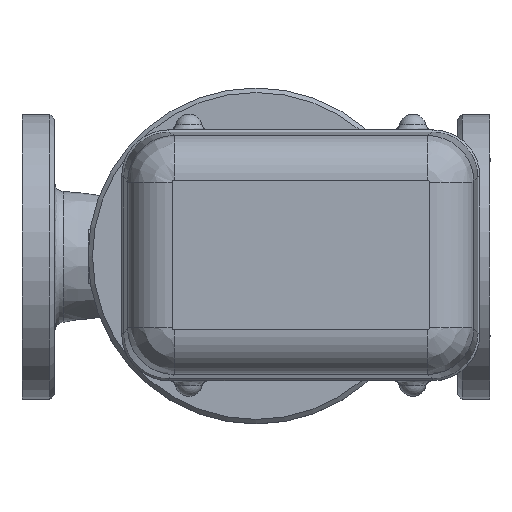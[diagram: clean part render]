
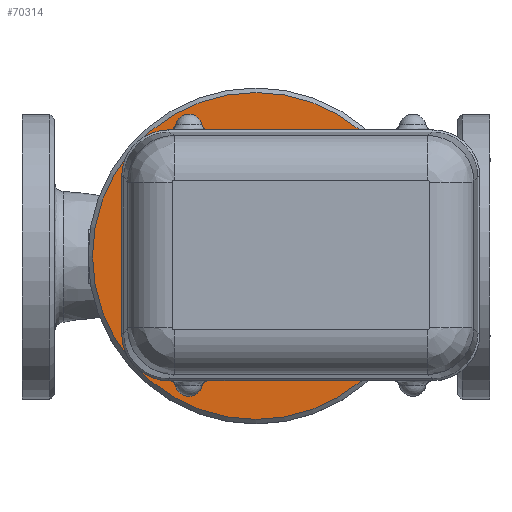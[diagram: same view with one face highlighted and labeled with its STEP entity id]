
A CAD part, top view. The second image highlights one B-rep face of the part: STEP entity #70314.
In plain terms, the highlighted planar face has unit normal (0, 0, 1).
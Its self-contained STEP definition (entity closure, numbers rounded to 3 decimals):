
#40364=CARTESIAN_POINT('',(47.5,0.,316.8));
#40365=VERTEX_POINT('',#40364);
#40366=CARTESIAN_POINT('',(0.0,0.0,316.8));
#40367=DIRECTION('',(0.0,0.0,-1.0));
#40368=DIRECTION('',(-1.0,0.0,0.0));
#40369=AXIS2_PLACEMENT_3D('',#40366,#40367,#40368);
#40370=CIRCLE('',#40369,47.5);
#40371=EDGE_CURVE('',#40365,#40365,#40370,.T.);
#40578=CARTESIAN_POINT('',(73.0,0.,316.8));
#40579=VERTEX_POINT('',#40578);
#40580=CARTESIAN_POINT('',(0.0,0.0,316.8));
#40581=DIRECTION('',(0.0,0.0,-1.0));
#40582=DIRECTION('',(-1.0,0.0,0.0));
#40583=AXIS2_PLACEMENT_3D('',#40580,#40581,#40582);
#40584=CIRCLE('',#40583,73.0);
#40585=EDGE_CURVE('',#40579,#40579,#40584,.T.);
#70303=CARTESIAN_POINT('',(0.0,0.0,316.8));
#70304=DIRECTION('',(0.0,0.0,-1.0));
#70305=DIRECTION('',(-1.0,0.0,0.0));
#70306=AXIS2_PLACEMENT_3D('',#70303,#70304,#70305);
#70307=PLANE('',#70306);
#70308=ORIENTED_EDGE('',*,*,#40585,.F.);
#70309=EDGE_LOOP('',(#70308));
#70310=FACE_OUTER_BOUND('',#70309,.T.);
#70311=ORIENTED_EDGE('',*,*,#40371,.T.);
#70312=EDGE_LOOP('',(#70311));
#70313=FACE_BOUND('',#70312,.T.);
#70314=ADVANCED_FACE('',(#70310,#70313),#70307,.F.);
